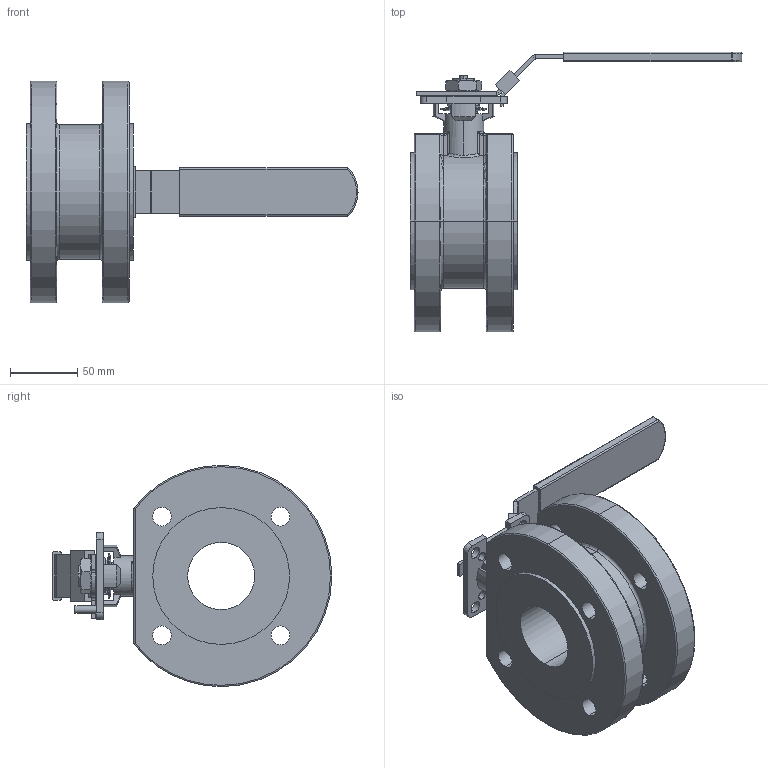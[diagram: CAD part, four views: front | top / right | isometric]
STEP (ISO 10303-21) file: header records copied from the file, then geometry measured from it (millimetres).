
FILE_DESCRIPTION (( 'STEP AP203' ), '1' );
FILE_NAME ('MD-57D-PN16-DN50.STEP', '2019-11-05T09:30:44', ( '' ), ( '' ), 'SwSTEP 2.0', 'SolidWorks 2012', '' );
FILE_SCHEMA (( 'CONFIG_CONTROL_DESIGN' ));
Length unit declared in the file: millimetre
Products named in the file (5): MD-27-DN50-TAB WASHER; MD-57D-PN16-BODY_DN50; MD-57D-PN16-DN50; MD-57-HANDLE_198L; Hexagon Thin Nut ISO - 4035 - M16 - N_Hexagon Thin Nut ISO - 4035 - M16 - N
Assembly tree (5 placements, depth 2):
  MD-57D-PN16-DN50
    MD-57D-PN16-BODY_DN50
    MD-27-DN50-TAB WASHER
    Hexagon Thin Nut ISO - 4035 - M16 - N_Hexagon Thin Nut ISO - 4035 - M16 - N  x2
    MD-57-HANDLE_198L
Bounding box: 247.51 x 208.5 x 165 mm (x, y, z)
Volume: 1038760.7 mm3; surface area: 150239.2 mm2
Topology: 7 solids, 7 shells, 333 faces, 839 edges, 502 vertices
Faces by surface type: cylinder 116, plane 116, cone 52, torus 27, sphere 12, bspline 10
Entity records: 10365 total; most frequent: CARTESIAN_POINT 2354, DIRECTION 1626, ORIENTED_EDGE 1526, EDGE_CURVE 763, AXIS2_PLACEMENT_3D 618, VERTEX_POINT 468, LINE 390, VECTOR 390
